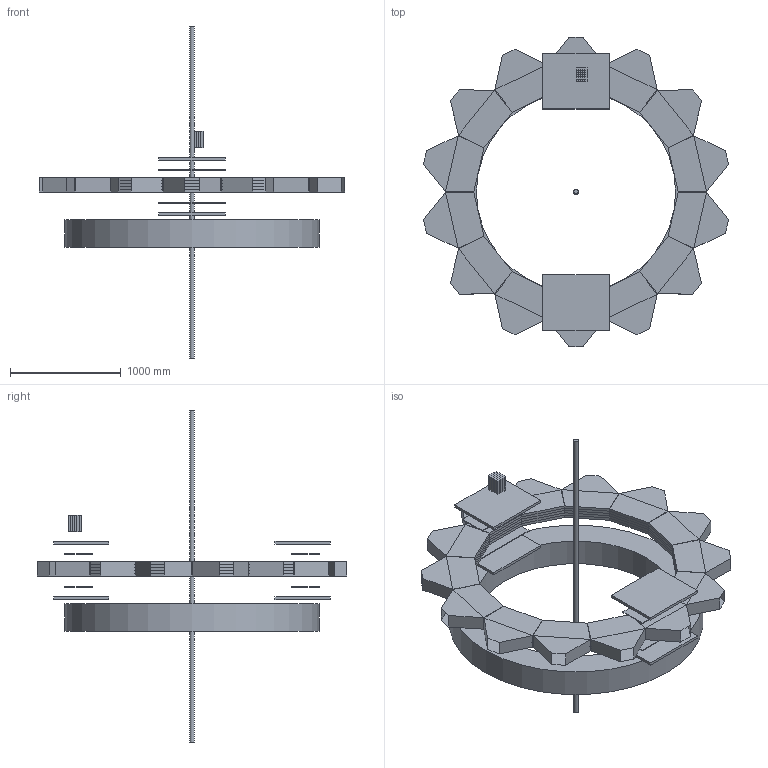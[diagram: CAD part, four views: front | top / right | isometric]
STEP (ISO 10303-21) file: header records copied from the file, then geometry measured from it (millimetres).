
FILE_DESCRIPTION(('FreeCAD Model'),'2;1');
FILE_NAME( 'Pb_GEM_TS_Lucite_TS_GEM_PbF2.step', '2016-11-30T15:28:09',('Author'),(''), 'Open CASCADE STEP processor 6.8','FreeCAD','Unknown');
FILE_SCHEMA(('AUTOMOTIVE_DESIGN_CC2 { 1 2 10303 214 -1 1 5 4 }'));
Length unit declared in the file: millimetre
Products named in the file (8): ASSEMBLY; PbTorus; CalorimeterArray; Beam; GEM; TS; Lucite; LightGuide
Assembly tree (7 placements, depth 2):
  ASSEMBLY
    PbTorus
    CalorimeterArray
    Beam
    GEM
    TS
    Lucite
    LightGuide
Bounding box: 2758.06 x 2800 x 3000 mm (x, y, z)
Volume: 649068969.9 mm3; surface area: 33304511.2 mm2
Topology: 110 solids, 124 shells, 711 faces, 1473 edges, 982 vertices
Faces by surface type: plane 680, bspline 28, cylinder 3
Full cylindrical faces by diameter (mm): 40 x1, 1800 x1, 2300 x1
Entity records: 37716 total; most frequent: CARTESIAN_POINT 6232, DIRECTION 5555, LINE 4155, VECTOR 4155, ORIENTED_EDGE 2834, PCURVE 2834, DEFINITIONAL_REPRESENTATION 2834, EDGE_CURVE 1473
